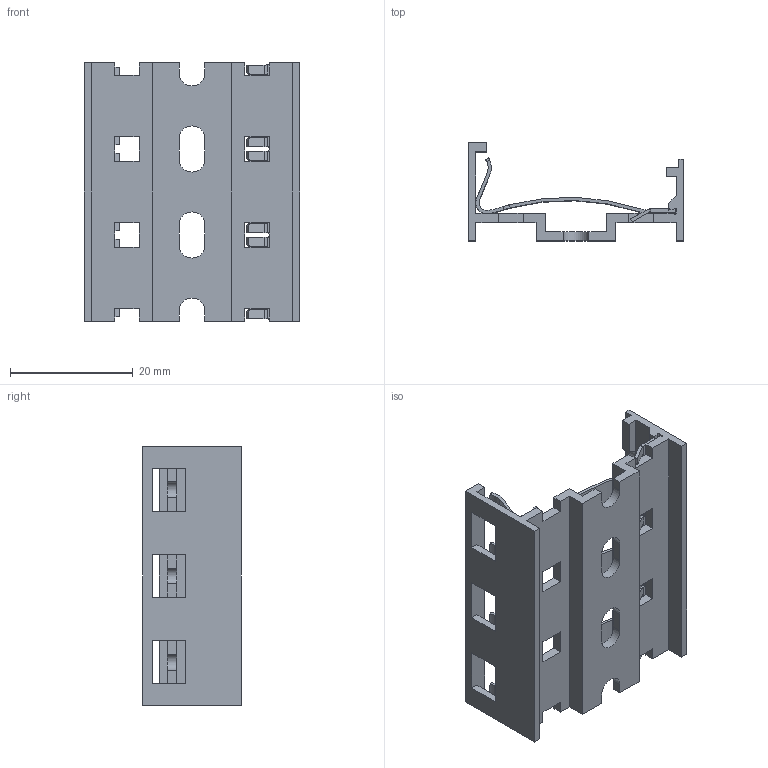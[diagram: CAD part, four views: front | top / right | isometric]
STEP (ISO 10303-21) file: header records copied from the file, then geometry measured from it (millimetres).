
FILE_DESCRIPTION((''),'2;1');
FILE_NAME('31770103000RAI','2020-02-03T',('presta_be4'),(''),'CREO PARAMETRIC BY PTC INC, 2018360','CREO PARAMETRIC BY PTC INC, 2018360','');
FILE_SCHEMA(('CONFIG_CONTROL_DESIGN'));
Length unit declared in the file: millimetre
Products named in the file (1): 31770103000RAI
Bounding box: 35 x 16 x 42 mm (x, y, z)
Volume: 4225.7 mm3; surface area: 7896 mm2
Topology: 1 solids, 1 shells, 382 faces, 1179 edges, 783 vertices
Faces by surface type: plane 232, cylinder 150
Entity records: 15074 total; most frequent: CARTESIAN_POINT 4426, ORIENTED_EDGE 2358, DIRECTION 2086, EDGE_CURVE 1179, VECTOR 812, LINE 812, VERTEX_POINT 783, AXIS2_PLACEMENT_3D 637
